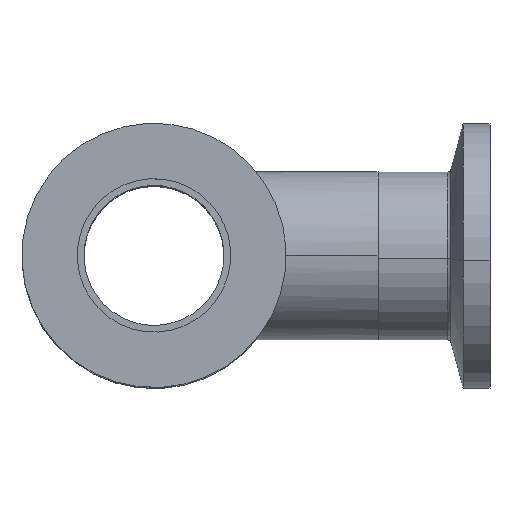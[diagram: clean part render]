
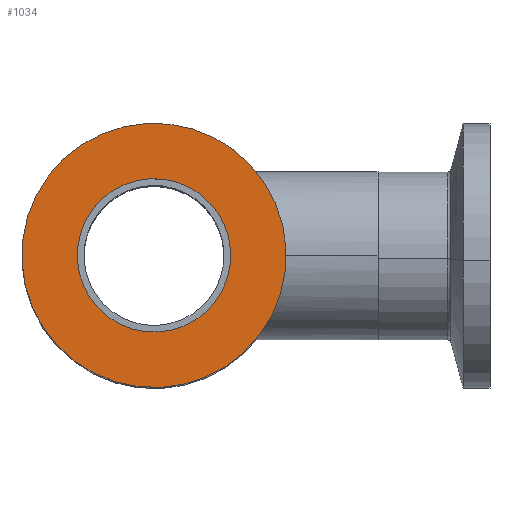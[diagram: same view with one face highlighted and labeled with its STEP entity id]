
A CAD part, top view. The second image highlights one B-rep face of the part: STEP entity #1034.
In plain terms, the highlighted face is planar.
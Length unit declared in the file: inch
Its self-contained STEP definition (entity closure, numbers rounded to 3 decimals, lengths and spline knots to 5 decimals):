
#44 = CARTESIAN_POINT ( 'NONE',  ( -0.3425, 0., 0. ) ) ;
#64 = FACE_OUTER_BOUND ( 'NONE', #1202, .T. ) ;
#204 = AXIS2_PLACEMENT_3D ( 'NONE', #1187, #308, #297 ) ;
#228 = VERTEX_POINT ( 'NONE', #44 ) ;
#238 = DIRECTION ( 'NONE',  ( 0., 0., -1. ) ) ;
#248 = CIRCLE ( 'NONE', #596, 0.59 ) ;
#254 = EDGE_CURVE ( 'NONE', #1239, #228, #337, .T. ) ;
#274 = CARTESIAN_POINT ( 'NONE',  ( -0.59, 0., 0. ) ) ;
#283 = VERTEX_POINT ( 'NONE', #1059 ) ;
#297 = DIRECTION ( 'NONE',  ( -1., 0., 0. ) ) ;
#308 = DIRECTION ( 'NONE',  ( 0., 0., -1. ) ) ;
#333 = ORIENTED_EDGE ( 'NONE', *, *, #1017, .T. ) ;
#337 = CIRCLE ( 'NONE', #1209, 0.3425 ) ;
#348 = EDGE_CURVE ( 'NONE', #879, #283, #248, .T. ) ;
#350 = PLANE ( 'NONE',  #444 ) ;
#402 = CIRCLE ( 'NONE', #1255, 0.59 ) ;
#444 = AXIS2_PLACEMENT_3D ( 'NONE', #471, #752, #654 ) ;
#445 = ORIENTED_EDGE ( 'NONE', *, *, #618, .F. ) ;
#471 = CARTESIAN_POINT ( 'NONE',  ( 0.59, 0., 0. ) ) ;
#556 = ORIENTED_EDGE ( 'NONE', *, *, #348, .T. ) ;
#596 = AXIS2_PLACEMENT_3D ( 'NONE', #1072, #767, #1248 ) ;
#618 = EDGE_CURVE ( 'NONE', #228, #1239, #1148, .T. ) ;
#648 = DIRECTION ( 'NONE',  ( -1., 0., 0. ) ) ;
#654 = DIRECTION ( 'NONE',  ( 1., 0., 0. ) ) ;
#750 = ORIENTED_EDGE ( 'NONE', *, *, #254, .F. ) ;
#752 = DIRECTION ( 'NONE',  ( 0., 0., 1. ) ) ;
#767 = DIRECTION ( 'NONE',  ( 0., 0., -1. ) ) ;
#874 = CARTESIAN_POINT ( 'NONE',  ( 0., 0., 0. ) ) ;
#879 = VERTEX_POINT ( 'NONE', #274 ) ;
#956 = EDGE_LOOP ( 'NONE', ( #445, #750 ) ) ;
#970 = FACE_BOUND ( 'NONE', #956, .T. ) ;
#1017 = EDGE_CURVE ( 'NONE', #283, #879, #402, .T. ) ;
#1034 = ADVANCED_FACE ( 'NONE', ( #970, #64 ), #350, .F. ) ;
#1059 = CARTESIAN_POINT ( 'NONE',  ( 0.59, 0., 0. ) ) ;
#1072 = CARTESIAN_POINT ( 'NONE',  ( 0., 0., 0. ) ) ;
#1137 = CARTESIAN_POINT ( 'NONE',  ( 0., 0., 0. ) ) ;
#1148 = CIRCLE ( 'NONE', #204, 0.3425 ) ;
#1158 = DIRECTION ( 'NONE',  ( -1., 0., 0. ) ) ;
#1180 = CARTESIAN_POINT ( 'NONE',  ( 0.3425, 0., 0. ) ) ;
#1187 = CARTESIAN_POINT ( 'NONE',  ( 0., 0., 0. ) ) ;
#1202 = EDGE_LOOP ( 'NONE', ( #556, #333 ) ) ;
#1209 = AXIS2_PLACEMENT_3D ( 'NONE', #1137, #238, #648 ) ;
#1239 = VERTEX_POINT ( 'NONE', #1180 ) ;
#1248 = DIRECTION ( 'NONE',  ( -1., 0., 0. ) ) ;
#1255 = AXIS2_PLACEMENT_3D ( 'NONE', #874, #1263, #1158 ) ;
#1263 = DIRECTION ( 'NONE',  ( 0., 0., -1. ) ) ;
